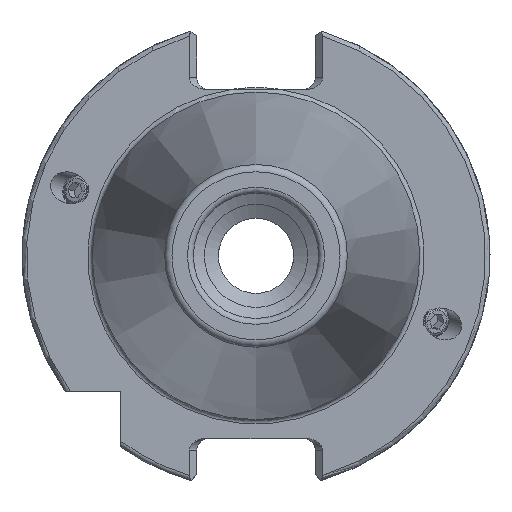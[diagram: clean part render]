
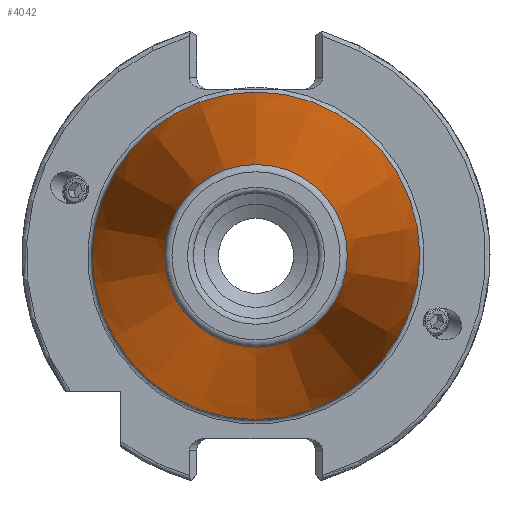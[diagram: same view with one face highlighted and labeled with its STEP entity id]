
A CAD part, left-side view. The second image highlights one B-rep face of the part: STEP entity #4042.
In plain terms, the highlighted conical face has half-angle 8.297 degrees and reference radius 22.225 mm.
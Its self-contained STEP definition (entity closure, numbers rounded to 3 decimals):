
#69 = CARTESIAN_POINT ( 'NONE',  ( 0., 0., 22.225 ) ) ;
#154 = VERTEX_POINT ( 'NONE', #393 ) ;
#205 = CONICAL_SURFACE ( 'NONE', #709, 22.225, 0.145 ) ;
#291 = ORIENTED_EDGE ( 'NONE', *, *, #664, .F. ) ;
#364 = DIRECTION ( 'NONE',  ( -1., 0., 0. ) ) ;
#393 = CARTESIAN_POINT ( 'NONE',  ( -67.394, 0., 12.397 ) ) ;
#429 = DIRECTION ( 'NONE',  ( 0., 0., 1. ) ) ;
#529 = AXIS2_PLACEMENT_3D ( 'NONE', #4273, #364, #429 ) ;
#654 = ORIENTED_EDGE ( 'NONE', *, *, #3130, .T. ) ;
#664 = EDGE_CURVE ( 'NONE', #154, #154, #1290, .T. ) ;
#709 = AXIS2_PLACEMENT_3D ( 'NONE', #2576, #1239, #1570 ) ;
#1136 = FACE_BOUND ( 'NONE', #1963, .T. ) ;
#1239 = DIRECTION ( 'NONE',  ( 1., 0., 0. ) ) ;
#1290 = CIRCLE ( 'NONE', #2574, 12.397 ) ;
#1370 = EDGE_LOOP ( 'NONE', ( #654 ) ) ;
#1570 = DIRECTION ( 'NONE',  ( 0., 0., -1. ) ) ;
#1963 = EDGE_LOOP ( 'NONE', ( #291 ) ) ;
#2574 = AXIS2_PLACEMENT_3D ( 'NONE', #2659, #2644, #2624 ) ;
#2576 = CARTESIAN_POINT ( 'NONE',  ( 0., 0., 0. ) ) ;
#2624 = DIRECTION ( 'NONE',  ( 0., 0., 1. ) ) ;
#2644 = DIRECTION ( 'NONE',  ( -1., 0., 0. ) ) ;
#2659 = CARTESIAN_POINT ( 'NONE',  ( -67.394, 0., 0. ) ) ;
#3130 = EDGE_CURVE ( 'NONE', #3595, #3595, #3245, .T. ) ;
#3245 = CIRCLE ( 'NONE', #529, 22.225 ) ;
#3595 = VERTEX_POINT ( 'NONE', #69 ) ;
#4042 = ADVANCED_FACE ( 'NONE', ( #1136, #4099 ), #205, .T. ) ;
#4099 = FACE_OUTER_BOUND ( 'NONE', #1370, .T. ) ;
#4273 = CARTESIAN_POINT ( 'NONE',  ( 0., 0., 0. ) ) ;
